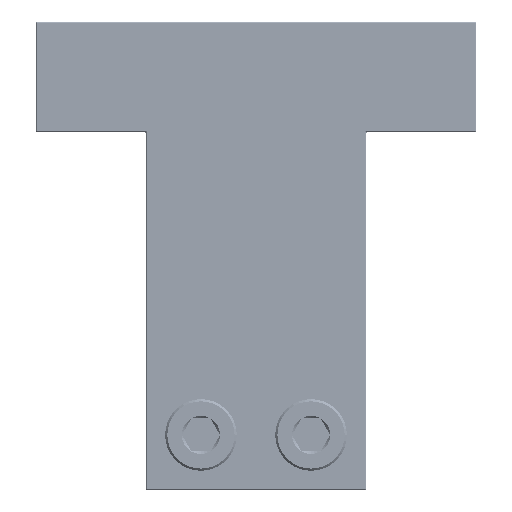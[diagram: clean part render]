
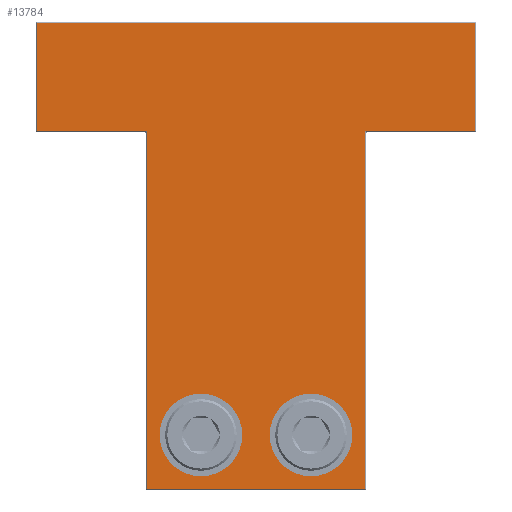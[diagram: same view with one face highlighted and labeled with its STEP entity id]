
A CAD part, left-side view. The second image highlights one B-rep face of the part: STEP entity #13784.
In plain terms, the highlighted planar face has unit normal (-1, 0, 0).
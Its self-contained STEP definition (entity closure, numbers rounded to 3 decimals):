
#97=FACE_BOUND('',#1670,.T.);
#98=FACE_BOUND('',#1671,.T.);
#195=PLANE('',#14643);
#901=FACE_OUTER_BOUND('',#1669,.T.);
#1669=EDGE_LOOP('',(#11948,#11949,#11950,#11951,#11952,#11953,#11954,#11955));
#1670=EDGE_LOOP('',(#11956));
#1671=EDGE_LOOP('',(#11957));
#3071=CIRCLE('',#14519,4.);
#3072=CIRCLE('',#14523,4.);
#3718=LINE('',#53937,#4513);
#3734=LINE('',#53977,#4529);
#3735=LINE('',#53979,#4530);
#3748=LINE('',#54006,#4543);
#3799=LINE('',#54100,#4594);
#3809=LINE('',#54118,#4604);
#3818=LINE('',#54131,#4613);
#3824=LINE('',#54140,#4619);
#4513=VECTOR('',#16692,10.);
#4529=VECTOR('',#16726,10.);
#4530=VECTOR('',#16729,10.);
#4543=VECTOR('',#16752,10.);
#4594=VECTOR('',#16847,10.);
#4604=VECTOR('',#16873,10.);
#4613=VECTOR('',#16890,10.);
#4619=VECTOR('',#16902,10.);
#5841=VERTEX_POINT('',#45136);
#5843=VERTEX_POINT('',#45144);
#5877=VERTEX_POINT('',#53867);
#5883=VERTEX_POINT('',#53886);
#5891=VERTEX_POINT('',#53905);
#5894=VERTEX_POINT('',#53912);
#5901=VERTEX_POINT('',#53930);
#5904=VERTEX_POINT('',#53943);
#5915=VERTEX_POINT('',#53972);
#5922=VERTEX_POINT('',#53999);
#7764=EDGE_CURVE('',#5841,#5841,#3071,.T.);
#7767=EDGE_CURVE('',#5843,#5843,#3072,.T.);
#7880=EDGE_CURVE('',#5901,#5891,#3718,.T.);
#7899=EDGE_CURVE('',#5891,#5915,#3734,.T.);
#7900=EDGE_CURVE('',#5915,#5894,#3735,.T.);
#7913=EDGE_CURVE('',#5922,#5901,#3748,.T.);
#7964=EDGE_CURVE('',#5904,#5922,#3799,.T.);
#7976=EDGE_CURVE('',#5883,#5904,#3809,.T.);
#7985=EDGE_CURVE('',#5894,#5877,#3818,.T.);
#7991=EDGE_CURVE('',#5877,#5883,#3824,.T.);
#11948=ORIENTED_EDGE('',*,*,#7880,.F.);
#11949=ORIENTED_EDGE('',*,*,#7913,.F.);
#11950=ORIENTED_EDGE('',*,*,#7964,.F.);
#11951=ORIENTED_EDGE('',*,*,#7976,.F.);
#11952=ORIENTED_EDGE('',*,*,#7991,.F.);
#11953=ORIENTED_EDGE('',*,*,#7985,.F.);
#11954=ORIENTED_EDGE('',*,*,#7900,.F.);
#11955=ORIENTED_EDGE('',*,*,#7899,.F.);
#11956=ORIENTED_EDGE('',*,*,#7764,.T.);
#11957=ORIENTED_EDGE('',*,*,#7767,.T.);
#13784=ADVANCED_FACE('',(#901,#97,#98),#195,.T.);
#14519=AXIS2_PLACEMENT_3D('',#45137,#16507,#16508);
#14523=AXIS2_PLACEMENT_3D('',#45145,#16517,#16518);
#14643=AXIS2_PLACEMENT_3D('',#54164,#16938,#16939);
#16507=DIRECTION('center_axis',(1.,0.,0.));
#16508=DIRECTION('ref_axis',(0.,-1.,0.));
#16517=DIRECTION('center_axis',(1.,0.,0.));
#16518=DIRECTION('ref_axis',(0.,-1.,0.));
#16692=DIRECTION('',(0.,1.,0.));
#16726=DIRECTION('',(0.,0.,1.));
#16729=DIRECTION('',(0.,1.,0.));
#16752=DIRECTION('',(0.,0.,-1.));
#16847=DIRECTION('',(0.,1.,0.));
#16873=DIRECTION('',(0.,0.,-1.));
#16890=DIRECTION('',(0.,0.,1.));
#16902=DIRECTION('',(0.,-1.,0.));
#16938=DIRECTION('center_axis',(-1.,0.,0.));
#16939=DIRECTION('ref_axis',(0.,-1.,0.));
#45136=CARTESIAN_POINT('',(0.,34.,10.));
#45137=CARTESIAN_POINT('Origin',(0.,30.,10.));
#45144=CARTESIAN_POINT('',(0.,14.,10.));
#45145=CARTESIAN_POINT('Origin',(0.,10.,10.));
#53867=CARTESIAN_POINT('',(0.,59.8,84.8));
#53886=CARTESIAN_POINT('',(0.,-19.8,84.8));
#53905=CARTESIAN_POINT('',(0.,39.8,0.2));
#53912=CARTESIAN_POINT('',(0.,59.8,65.2));
#53930=CARTESIAN_POINT('',(0.,0.2,0.2));
#53937=CARTESIAN_POINT('',(0.,30.,0.2));
#53943=CARTESIAN_POINT('',(0.,-19.8,65.2));
#53972=CARTESIAN_POINT('',(0.,39.8,65.2));
#53977=CARTESIAN_POINT('',(0.,39.8,0.));
#53979=CARTESIAN_POINT('',(0.,30.,65.2));
#53999=CARTESIAN_POINT('',(0.,0.2,65.2));
#54006=CARTESIAN_POINT('',(0.,0.2,0.));
#54100=CARTESIAN_POINT('',(0.,30.,65.2));
#54118=CARTESIAN_POINT('',(0.,-19.8,32.5));
#54131=CARTESIAN_POINT('',(0.,59.8,32.5));
#54140=CARTESIAN_POINT('',(0.,30.,84.8));
#54164=CARTESIAN_POINT('Origin',(0.,40.,0.));
